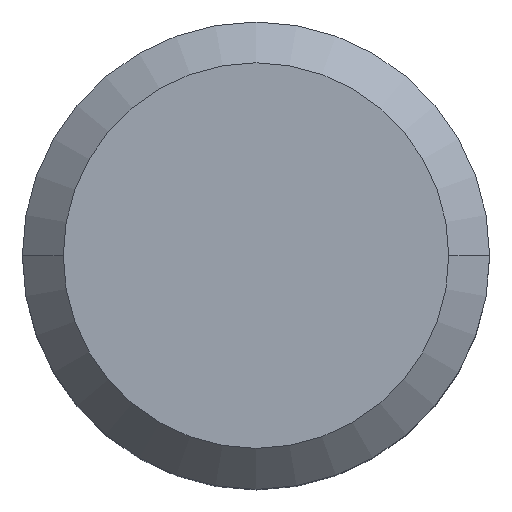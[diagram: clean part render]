
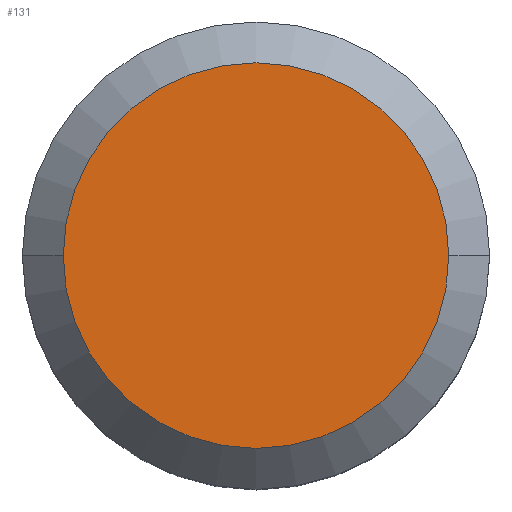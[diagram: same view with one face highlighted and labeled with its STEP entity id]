
A CAD part, top view. The second image highlights one B-rep face of the part: STEP entity #131.
In plain terms, the highlighted planar face has unit normal (0, 0, 1).
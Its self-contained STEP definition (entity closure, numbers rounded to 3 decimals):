
#95=EDGE_CURVE('',#113,#135,#200,.T.);
#111=EDGE_CURVE('',#135,#113,#220,.T.);
#113=VERTEX_POINT('',#222);
#131=ADVANCED_FACE('',(#243),#244,.T.);
#135=VERTEX_POINT('',#248);
#200=CIRCLE('',#315,3.3);
#220=CIRCLE('',#341,3.3);
#222=CARTESIAN_POINT('',(-3.3,0.,7.0));
#243=FACE_OUTER_BOUND('',#369,.T.);
#244=PLANE('',#370);
#248=CARTESIAN_POINT('',(3.3,0.,7.0));
#315=AXIS2_PLACEMENT_3D('',#437,#438,#439);
#341=AXIS2_PLACEMENT_3D('',#469,#470,#471);
#369=EDGE_LOOP('',(#502,#503));
#370=AXIS2_PLACEMENT_3D('',#504,#505,#506);
#437=CARTESIAN_POINT('',(0.0,0.,7.0));
#438=DIRECTION('',(0.0,0.,-1.0));
#439=DIRECTION('',(1.0,0.0,0.0));
#469=CARTESIAN_POINT('',(0.0,0.,7.0));
#470=DIRECTION('',(0.0,0.,-1.0));
#471=DIRECTION('',(1.0,0.0,0.0));
#502=ORIENTED_EDGE('',*,*,#111,.F.);
#503=ORIENTED_EDGE('',*,*,#95,.F.);
#504=CARTESIAN_POINT('',(1.65,0.,7.0));
#505=DIRECTION('',(0.0,0.,1.0));
#506=DIRECTION('',(-1.0,0.0,0.0));
